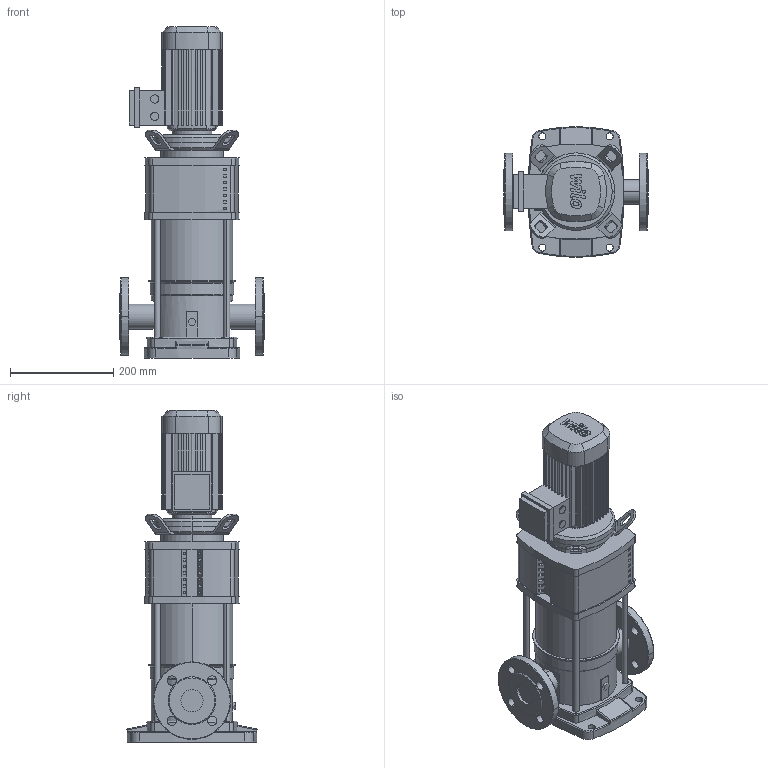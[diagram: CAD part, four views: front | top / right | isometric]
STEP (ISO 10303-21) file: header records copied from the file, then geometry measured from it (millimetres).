
FILE_DESCRIPTION((''),'2;1');
FILE_NAME('3d_HELIXV1001-2_25_V-4150572.stp','2016-08-24T08:30:59',(''),(''),'Mechanical Desktop 2009','Mechanical Desktop 2009',', , ');
FILE_SCHEMA(('CONFIG_CONTROL_DESIGN'));
Length unit declared in the file: millimetre
Products named in the file (1): Product
Bounding box: 280 x 252 x 642.2 mm (x, y, z)
Volume: 11441196.9 mm3; surface area: 1045832.7 mm2
Topology: 18 solids, 18 shells, 827 faces, 2205 edges, 1434 vertices
Faces by surface type: plane 355, bspline 208, cylinder 202, cone 36, torus 22, sphere 4
Entity records: 27180 total; most frequent: CARTESIAN_POINT 6329, ORIENTED_EDGE 4410, DIRECTION 4165, EDGE_CURVE 2205, VERTEX_POINT 1434, AXIS2_PLACEMENT_3D 1408, VECTOR 1349, LINE 1349
